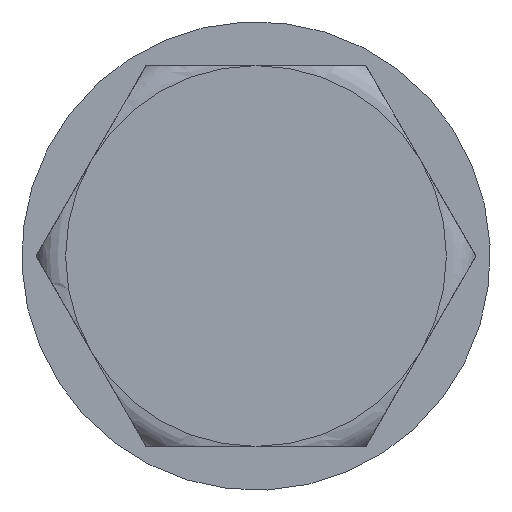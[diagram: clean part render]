
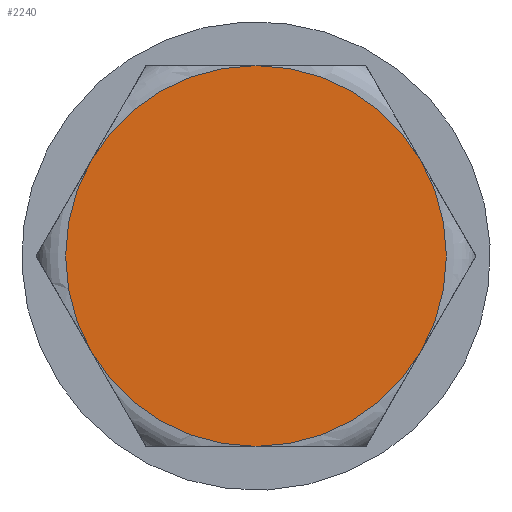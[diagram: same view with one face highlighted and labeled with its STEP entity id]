
A CAD part, front view. The second image highlights one B-rep face of the part: STEP entity #2240.
In plain terms, the highlighted face is planar.
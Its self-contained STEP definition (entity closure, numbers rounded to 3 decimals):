
#1 = AXIS2_PLACEMENT_3D ( 'NONE', #861, #1209, #1214 ) ;
#20 = DIRECTION ( 'NONE',  ( -1., 0., 0. ) ) ;
#28 = CARTESIAN_POINT ( 'NONE',  ( 0., 0., -5.197 ) ) ;
#46 = CARTESIAN_POINT ( 'NONE',  ( -3.25, -5.629, -5.197 ) ) ;
#48 = ORIENTED_EDGE ( 'NONE', *, *, #2005, .F. ) ;
#67 = AXIS2_PLACEMENT_3D ( 'NONE', #28, #1258, #526 ) ;
#74 = DIRECTION ( 'NONE',  ( -1., 0., 0. ) ) ;
#119 = AXIS2_PLACEMENT_3D ( 'NONE', #1940, #1399, #873 ) ;
#172 = CARTESIAN_POINT ( 'NONE',  ( 3.25, -5.629, -5.197 ) ) ;
#211 = DIRECTION ( 'NONE',  ( 0., 0., 1. ) ) ;
#224 = VERTEX_POINT ( 'NONE', #46 ) ;
#237 = CARTESIAN_POINT ( 'NONE',  ( 0., 0., -5.197 ) ) ;
#245 = CARTESIAN_POINT ( 'NONE',  ( -6.5, 0., -5.197 ) ) ;
#269 = CIRCLE ( 'NONE', #67, 6.5 ) ;
#300 = AXIS2_PLACEMENT_3D ( 'NONE', #237, #949, #411 ) ;
#302 = VERTEX_POINT ( 'NONE', #2025 ) ;
#411 = DIRECTION ( 'NONE',  ( -1., 0., 0. ) ) ;
#457 = CIRCLE ( 'NONE', #300, 6.5 ) ;
#526 = DIRECTION ( 'NONE',  ( -1., 0., 0. ) ) ;
#541 = CARTESIAN_POINT ( 'NONE',  ( 6.5, 0., -5.197 ) ) ;
#549 = EDGE_CURVE ( 'NONE', #2148, #1821, #2280, .T. ) ;
#550 = ORIENTED_EDGE ( 'NONE', *, *, #2130, .F. ) ;
#572 = ORIENTED_EDGE ( 'NONE', *, *, #1649, .F. ) ;
#585 = PLANE ( 'NONE',  #2131 ) ;
#664 = EDGE_CURVE ( 'NONE', #1515, #2148, #269, .T. ) ;
#725 = DIRECTION ( 'NONE',  ( 0., 0., 1. ) ) ;
#802 = CARTESIAN_POINT ( 'NONE',  ( 3.25, 5.629, -5.197 ) ) ;
#861 = CARTESIAN_POINT ( 'NONE',  ( 0., 0., -5.197 ) ) ;
#873 = DIRECTION ( 'NONE',  ( -1., 0., 0. ) ) ;
#949 = DIRECTION ( 'NONE',  ( 0., 0., -1. ) ) ;
#1078 = CARTESIAN_POINT ( 'NONE',  ( 0., 0., -5.197 ) ) ;
#1079 = AXIS2_PLACEMENT_3D ( 'NONE', #1779, #725, #2141 ) ;
#1117 = CARTESIAN_POINT ( 'NONE',  ( 0., 0., -5.197 ) ) ;
#1127 = EDGE_LOOP ( 'NONE', ( #48, #1625, #572, #1313, #2156, #550 ) ) ;
#1209 = DIRECTION ( 'NONE',  ( 0., 0., 1. ) ) ;
#1214 = DIRECTION ( 'NONE',  ( -1., 0., 0. ) ) ;
#1258 = DIRECTION ( 'NONE',  ( 0., 0., 1. ) ) ;
#1298 = DIRECTION ( 'NONE',  ( 0., 0., -1. ) ) ;
#1313 = ORIENTED_EDGE ( 'NONE', *, *, #549, .F. ) ;
#1399 = DIRECTION ( 'NONE',  ( 0., 0., 1. ) ) ;
#1472 = CIRCLE ( 'NONE', #1079, 6.5 ) ;
#1515 = VERTEX_POINT ( 'NONE', #172 ) ;
#1625 = ORIENTED_EDGE ( 'NONE', *, *, #1724, .T. ) ;
#1645 = AXIS2_PLACEMENT_3D ( 'NONE', #1078, #211, #20 ) ;
#1649 = EDGE_CURVE ( 'NONE', #1821, #302, #1679, .T. ) ;
#1679 = CIRCLE ( 'NONE', #1645, 6.5 ) ;
#1724 = EDGE_CURVE ( 'NONE', #1733, #302, #457, .T. ) ;
#1733 = VERTEX_POINT ( 'NONE', #245 ) ;
#1779 = CARTESIAN_POINT ( 'NONE',  ( 0., 0., -5.197 ) ) ;
#1821 = VERTEX_POINT ( 'NONE', #802 ) ;
#1940 = CARTESIAN_POINT ( 'NONE',  ( 0., 0., -5.197 ) ) ;
#1946 = CIRCLE ( 'NONE', #119, 6.5 ) ;
#2005 = EDGE_CURVE ( 'NONE', #1733, #224, #1946, .T. ) ;
#2025 = CARTESIAN_POINT ( 'NONE',  ( -3.25, 5.629, -5.197 ) ) ;
#2130 = EDGE_CURVE ( 'NONE', #224, #1515, #1472, .T. ) ;
#2131 = AXIS2_PLACEMENT_3D ( 'NONE', #1117, #1298, #74 ) ;
#2141 = DIRECTION ( 'NONE',  ( -1., 0., 0. ) ) ;
#2148 = VERTEX_POINT ( 'NONE', #541 ) ;
#2156 = ORIENTED_EDGE ( 'NONE', *, *, #664, .F. ) ;
#2168 = FACE_OUTER_BOUND ( 'NONE', #1127, .T. ) ;
#2240 = ADVANCED_FACE ( 'NONE', ( #2168 ), #585, .T. ) ;
#2280 = CIRCLE ( 'NONE', #1, 6.5 ) ;
